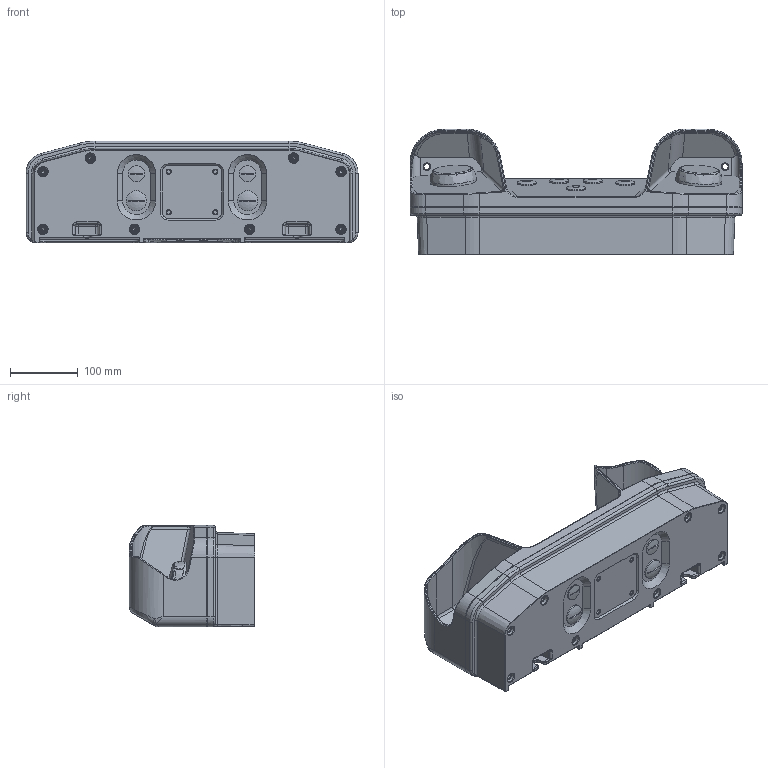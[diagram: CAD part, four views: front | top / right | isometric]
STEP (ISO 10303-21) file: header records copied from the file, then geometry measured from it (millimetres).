
FILE_DESCRIPTION (( 'STEP AP214' ), '1' );
FILE_NAME ('2H-240001.STEP', '2023-03-09T15:28:00', ( '' ), ( '' ), 'SwSTEP 2.0', 'SolidWorks 2021', '' );
FILE_SCHEMA (( 'AUTOMOTIVE_DESIGN' ));
Length unit declared in the file: inch
Products named in the file (1): 2H-240001
Bounding box: 490 x 185 x 150 mm (x, y, z)
Volume: 6818538.4 mm3; surface area: 442975.3 mm2
Topology: 19 solids, 44 shells, 2538 faces, 6474 edges, 3995 vertices
Faces by surface type: cylinder 1028, bspline 688, plane 640, cone 182
Full cylindrical faces by diameter (mm): 2.1 x4, 5 x4, 5.5 x4, 9 x2, 10 x8, 11 x5, 11.8 x5, 13.4 x8, 14.5 x4, 15.9 x5, 17.8 x2, 18 x4, 19.8 x4, 23 x4, 24 x4, 24.4 x2, 24.6 x2, 28.4 x5, 30 x6, 64.8 x2, 68 x2
Entity records: 96555 total; most frequent: CARTESIAN_POINT 40557, ORIENTED_EDGE 12400, DIRECTION 10737, EDGE_CURVE 6200, AXIS2_PLACEMENT_3D 4396, VERTEX_POINT 3940, EDGE_LOOP 2816, FACE_OUTER_BOUND 2655
